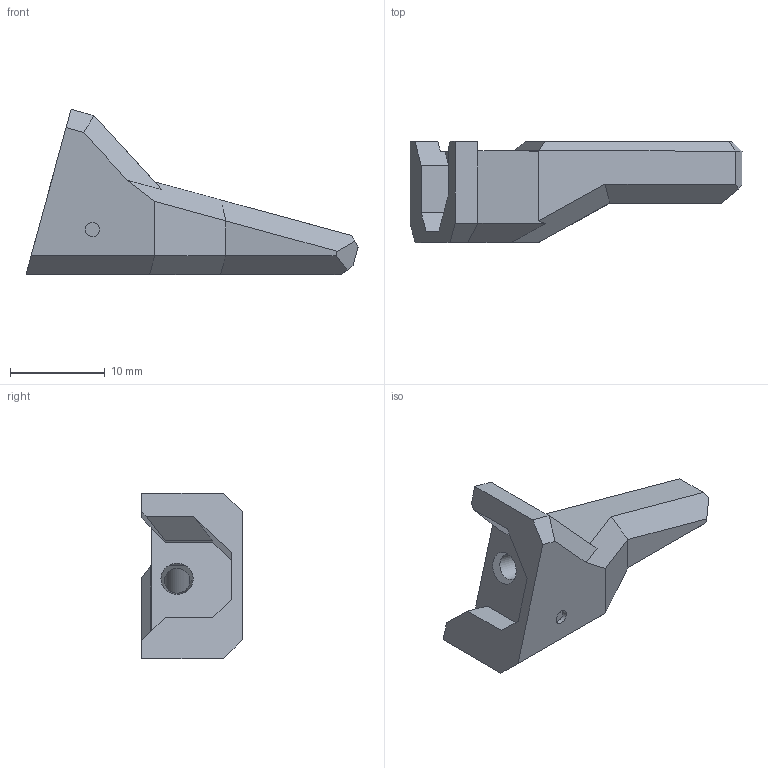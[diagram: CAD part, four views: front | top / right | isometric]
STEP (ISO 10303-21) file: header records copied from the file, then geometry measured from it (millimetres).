
FILE_DESCRIPTION(/* description */ (''),/* implementation_level */ '2;1');
FILE_NAME(/* name */ 'tc-parking-tool-finger-guide.stp',/* time_stamp */ '2023-12-19T13:05:30+01:00',/* author */ ('Dominik Tebich'),/* organization */ (''),/* preprocessor_version */ 'ST-DEVELOPER v19.2',/* originating_system */ 'Autodesk Inventor 2023',/* authorisation */ '');
FILE_SCHEMA (('AUTOMOTIVE_DESIGN { 1 0 10303 214 3 1 1 }'));
Length unit declared in the file: millimetre
Products named in the file (1): tc-parking-tool-finger-guide_R1
Bounding box: 35 x 10.64 x 17.41 mm (x, y, z)
Volume: 2231.2 mm3; surface area: 1439.9 mm2
Topology: 1 solids, 1 shells, 46 faces, 114 edges, 72 vertices
Faces by surface type: plane 43, cylinder 2, cone 1
Full cylindrical faces by diameter (mm): 1.5 x1, 2.7 x1
Entity records: 1370 total; most frequent: CARTESIAN_POINT 233, ORIENTED_EDGE 228, DIRECTION 213, EDGE_CURVE 114, LINE 109, VECTOR 109, VERTEX_POINT 72, AXIS2_PLACEMENT_3D 52
